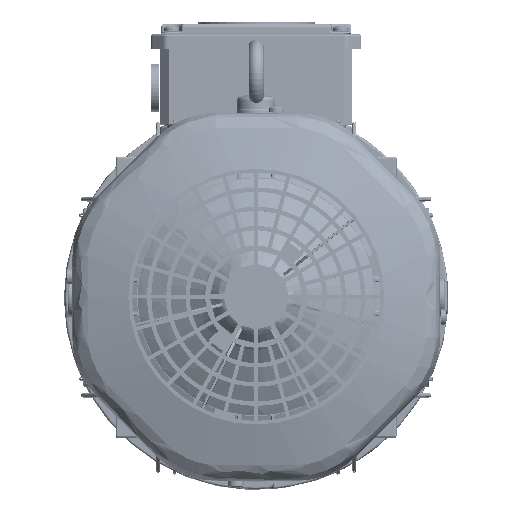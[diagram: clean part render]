
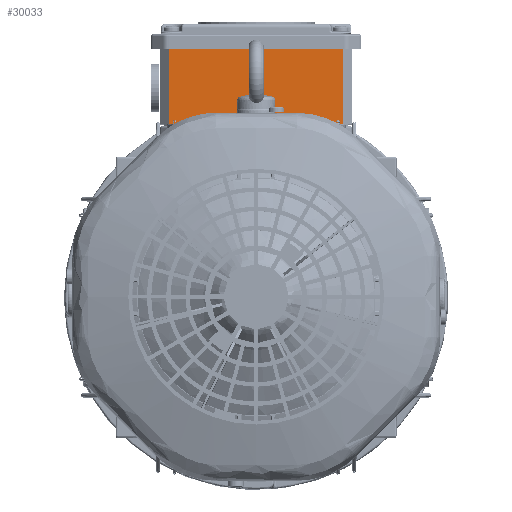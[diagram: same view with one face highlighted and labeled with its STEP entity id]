
A CAD part, top view. The second image highlights one B-rep face of the part: STEP entity #30033.
In plain terms, the highlighted planar face has unit normal (0, 0, 1).
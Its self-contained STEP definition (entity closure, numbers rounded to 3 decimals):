
#22721=PLANE('',#117584);
#30033=ADVANCED_FACE('',(#35599),#22721,.T.);
#35599=FACE_OUTER_BOUND('',#41496,.T.);
#41496=EDGE_LOOP('',(#70642,#70643,#70644,#70645));
#70642=ORIENTED_EDGE('',*,*,#97556,.F.);
#70643=ORIENTED_EDGE('',*,*,#97568,.T.);
#70644=ORIENTED_EDGE('',*,*,#97546,.F.);
#70645=ORIENTED_EDGE('',*,*,#97542,.F.);
#81388=VERTEX_POINT('',#213313);
#81390=VERTEX_POINT('',#213316);
#81393=VERTEX_POINT('',#213324);
#81401=VERTEX_POINT('',#213343);
#97542=EDGE_CURVE('',#81388,#81390,#102715,.T.);
#97546=EDGE_CURVE('',#81390,#81393,#102719,.T.);
#97556=EDGE_CURVE('',#81401,#81388,#102729,.T.);
#97568=EDGE_CURVE('',#81401,#81393,#102741,.T.);
#102715=LINE('',#213315,#107725);
#102719=LINE('',#213323,#107729);
#102729=LINE('',#213344,#107739);
#102741=LINE('',#213367,#107751);
#107725=VECTOR('',#138471,1.);
#107729=VECTOR('',#138477,1.);
#107739=VECTOR('',#138491,1.);
#107751=VECTOR('',#138505,1.);
#117584=AXIS2_PLACEMENT_3D('',#213368,#138506,#138507);
#138471=DIRECTION('',(0.,-1.,0.));
#138477=DIRECTION('',(-1.,0.,0.));
#138491=DIRECTION('',(1.,0.,0.));
#138505=DIRECTION('',(0.,-1.,0.));
#138506=DIRECTION('',(0.,0.,1.));
#138507=DIRECTION('',(1.,0.,0.));
#213313=CARTESIAN_POINT('',(45.172,129.5,172.));
#213315=CARTESIAN_POINT('',(45.172,142.,172.));
#213316=CARTESIAN_POINT('',(45.172,90.,172.));
#213323=CARTESIAN_POINT('',(45.172,90.,172.));
#213324=CARTESIAN_POINT('',(-45.172,90.,172.));
#213343=CARTESIAN_POINT('',(-45.172,129.5,172.));
#213344=CARTESIAN_POINT('',(-45.172,129.5,172.));
#213367=CARTESIAN_POINT('',(-45.172,142.,172.));
#213368=CARTESIAN_POINT('',(45.172,142.,172.));
